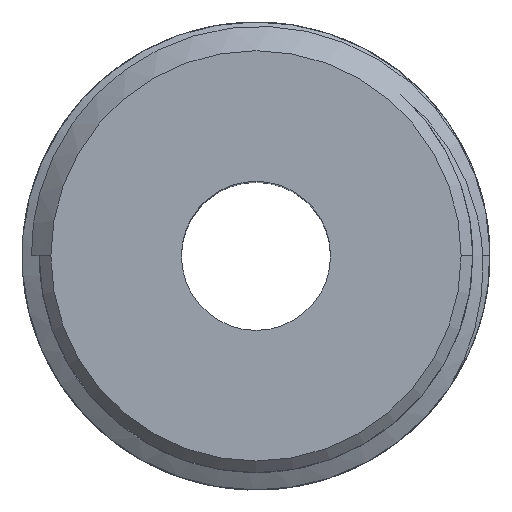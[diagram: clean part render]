
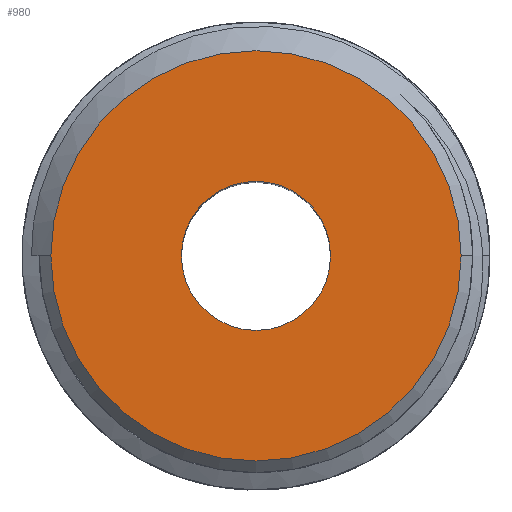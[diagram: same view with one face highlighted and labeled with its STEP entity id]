
A CAD part, top view. The second image highlights one B-rep face of the part: STEP entity #980.
In plain terms, the highlighted planar face has unit normal (0, 0, 1).
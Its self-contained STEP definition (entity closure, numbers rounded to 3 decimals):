
#124 = CIRCLE ( 'NONE', #287, 3.525 ) ;
#130 = VERTEX_POINT ( 'NONE', #251 ) ;
#251 = CARTESIAN_POINT ( 'NONE',  ( 9.7, 0., 15. ) ) ;
#287 = AXIS2_PLACEMENT_3D ( 'NONE', #927, #3047, #3362 ) ;
#379 = AXIS2_PLACEMENT_3D ( 'NONE', #1500, #3568, #3971 ) ;
#574 = DIRECTION ( 'NONE',  ( 1., 0., 0. ) ) ;
#711 = ORIENTED_EDGE ( 'NONE', *, *, #3869, .F. ) ;
#927 = CARTESIAN_POINT ( 'NONE',  ( 0., 0., 15. ) ) ;
#980 = ADVANCED_FACE ( 'NONE', ( #4294, #1786 ), #3420, .T. ) ;
#1046 = ORIENTED_EDGE ( 'NONE', *, *, #4342, .T. ) ;
#1283 = DIRECTION ( 'NONE',  ( 1., 0., 0. ) ) ;
#1339 = CARTESIAN_POINT ( 'NONE',  ( 0., 0., 15. ) ) ;
#1500 = CARTESIAN_POINT ( 'NONE',  ( 0., 0., 15. ) ) ;
#1650 = CARTESIAN_POINT ( 'NONE',  ( -3.525, 0., 15. ) ) ;
#1786 = FACE_OUTER_BOUND ( 'NONE', #3766, .T. ) ;
#1849 = VERTEX_POINT ( 'NONE', #2551 ) ;
#2077 = VERTEX_POINT ( 'NONE', #1650 ) ;
#2195 = AXIS2_PLACEMENT_3D ( 'NONE', #3033, #3730, #1283 ) ;
#2317 = CARTESIAN_POINT ( 'NONE',  ( 0., 0., 15. ) ) ;
#2456 = CIRCLE ( 'NONE', #3691, 9.7 ) ;
#2551 = CARTESIAN_POINT ( 'NONE',  ( 3.525, 0., 15. ) ) ;
#2799 = CIRCLE ( 'NONE', #2195, 9.7 ) ;
#2852 = EDGE_LOOP ( 'NONE', ( #711, #3710 ) ) ;
#3033 = CARTESIAN_POINT ( 'NONE',  ( 0., 0., 15. ) ) ;
#3047 = DIRECTION ( 'NONE',  ( 0., 0., 1. ) ) ;
#3234 = AXIS2_PLACEMENT_3D ( 'NONE', #1339, #4103, #3744 ) ;
#3328 = ORIENTED_EDGE ( 'NONE', *, *, #4056, .T. ) ;
#3362 = DIRECTION ( 'NONE',  ( 1., 0., 0. ) ) ;
#3420 = PLANE ( 'NONE',  #3234 ) ;
#3460 = CARTESIAN_POINT ( 'NONE',  ( -9.7, 0., 15. ) ) ;
#3568 = DIRECTION ( 'NONE',  ( 0., 0., 1. ) ) ;
#3686 = DIRECTION ( 'NONE',  ( 0., 0., 1. ) ) ;
#3691 = AXIS2_PLACEMENT_3D ( 'NONE', #2317, #3686, #574 ) ;
#3710 = ORIENTED_EDGE ( 'NONE', *, *, #4313, .F. ) ;
#3730 = DIRECTION ( 'NONE',  ( 0., 0., 1. ) ) ;
#3744 = DIRECTION ( 'NONE',  ( 1., 0., 0. ) ) ;
#3766 = EDGE_LOOP ( 'NONE', ( #1046, #3328 ) ) ;
#3854 = CIRCLE ( 'NONE', #379, 3.525 ) ;
#3869 = EDGE_CURVE ( 'NONE', #1849, #2077, #3854, .T. ) ;
#3971 = DIRECTION ( 'NONE',  ( 1., 0., 0. ) ) ;
#4056 = EDGE_CURVE ( 'NONE', #130, #4472, #2456, .T. ) ;
#4103 = DIRECTION ( 'NONE',  ( 0., 0., 1. ) ) ;
#4294 = FACE_BOUND ( 'NONE', #2852, .T. ) ;
#4313 = EDGE_CURVE ( 'NONE', #2077, #1849, #124, .T. ) ;
#4342 = EDGE_CURVE ( 'NONE', #4472, #130, #2799, .T. ) ;
#4472 = VERTEX_POINT ( 'NONE', #3460 ) ;
